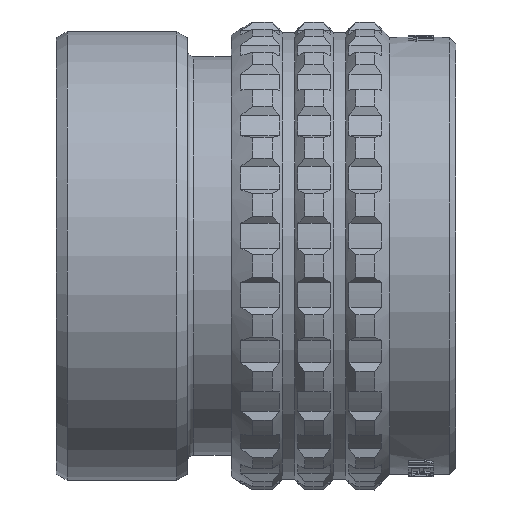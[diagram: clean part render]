
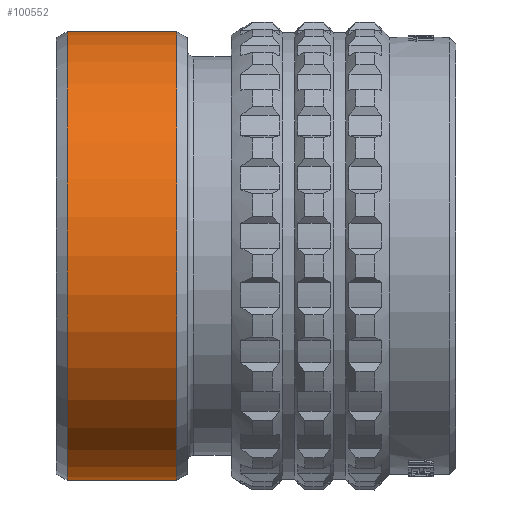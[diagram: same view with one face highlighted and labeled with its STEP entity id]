
A CAD part, top view. The second image highlights one B-rep face of the part: STEP entity #100552.
In plain terms, the highlighted cylindrical face has radius 17.975 mm (diameter 35.95 mm), a partial arc.
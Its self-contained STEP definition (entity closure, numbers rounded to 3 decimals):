
#27215=DIRECTION('',(1.,0.,0.));
#27216=VECTOR('',#27215,8.768);
#27217=CARTESIAN_POINT('',(-9.634,17.975,0.));
#27218=LINE('4311',#27217,#27216);
#27219=DIRECTION('',(1.,0.,0.));
#27220=VECTOR('',#27219,8.768);
#27221=CARTESIAN_POINT('',(-9.634,-17.975,0.));
#27222=LINE('4320',#27221,#27220);
#27223=CARTESIAN_POINT('',(-9.634,0.,0.));
#27224=DIRECTION('',(1.,0.,0.));
#27225=DIRECTION('',(0.,1.,0.));
#27226=AXIS2_PLACEMENT_3D('',#27223,#27224,#27225);
#27236=CARTESIAN_POINT('',(-0.866,0.,0.));
#27237=DIRECTION('',(1.,0.,0.));
#27238=DIRECTION('',(0.,1.,0.));
#27239=AXIS2_PLACEMENT_3D('',#27236,#27237,#27238);
#54327=CARTESIAN_POINT('',(-9.634,17.975,0.));
#54329=VERTEX_POINT('',#54327);
#54330=CARTESIAN_POINT('',(-0.866,17.975,0.));
#54331=VERTEX_POINT('',#54330);
#54339=CARTESIAN_POINT('',(-9.634,-17.975,0.));
#54341=VERTEX_POINT('',#54339);
#54342=CARTESIAN_POINT('',(-0.866,-17.975,0.));
#54343=VERTEX_POINT('',#54342);
#100540=CARTESIAN_POINT('',(23.1,0.,0.));
#100541=DIRECTION('',(-1.,0.,0.));
#100542=DIRECTION('',(0.,-1.,0.));
#100543=AXIS2_PLACEMENT_3D('',#100540,#100541,#100542);
#100544=CYLINDRICAL_SURFACE('270',#100543,17.975);
#100545=ORIENTED_EDGE('4311',*,*,#100523,.T.);
#100547=ORIENTED_EDGE('4351',*,*,#100546,.T.);
#100548=ORIENTED_EDGE('4320',*,*,#100526,.F.);
#100549=ORIENTED_EDGE('4350',*,*,#100483,.F.);
#100550=EDGE_LOOP('270',(#100545,#100547,#100548,#100549));
#100551=FACE_OUTER_BOUND('270',#100550,.F.);
#27227=CIRCLE('4350',#27226,17.975);
#27240=CIRCLE('4351',#27239,17.975);
#100483=EDGE_CURVE('4350',#54329,#54341,#27227,.T.);
#100523=EDGE_CURVE('4311',#54329,#54331,#27218,.T.);
#100526=EDGE_CURVE('4320',#54341,#54343,#27222,.T.);
#100546=EDGE_CURVE('4351',#54331,#54343,#27240,.T.);
#100552=ADVANCED_FACE('270',(#100551),#100544,.T.);
